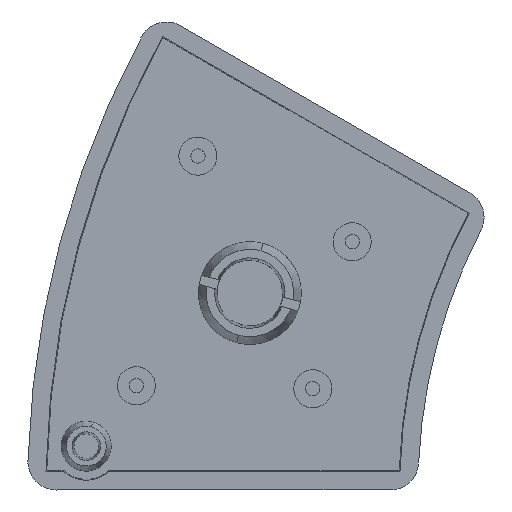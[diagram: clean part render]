
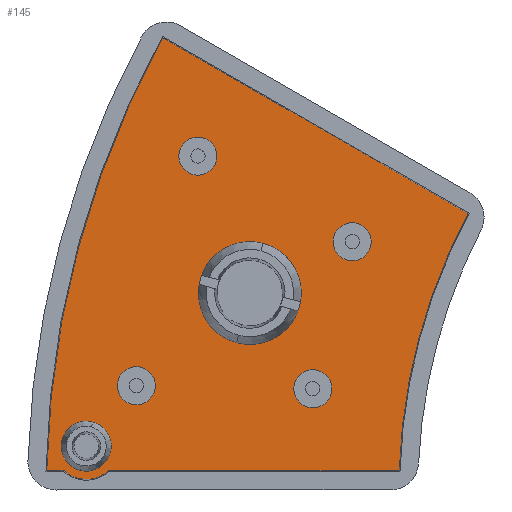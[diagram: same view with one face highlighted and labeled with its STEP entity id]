
A CAD part, left-side view. The second image highlights one B-rep face of the part: STEP entity #145.
In plain terms, the highlighted planar face has unit normal (-1, 0, 0).
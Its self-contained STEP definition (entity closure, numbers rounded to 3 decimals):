
#145=ADVANCED_FACE('',(#341,#342,#343,#344,#345,#346,#347),#348,.T.);
#341=FACE_OUTER_BOUND('',#595,.T.);
#342=FACE_BOUND('',#596,.T.);
#343=FACE_BOUND('',#597,.T.);
#344=FACE_BOUND('',#598,.T.);
#345=FACE_BOUND('',#599,.T.);
#346=FACE_BOUND('',#600,.T.);
#347=FACE_BOUND('',#601,.T.);
#348=PLANE('',#602);
#595=EDGE_LOOP('',(#1059,#1060,#1061,#1062,#1063,#1064,#1065,#1066));
#596=EDGE_LOOP('',(#1067,#1068));
#597=EDGE_LOOP('',(#1069,#1070));
#598=EDGE_LOOP('',(#1071,#1072));
#599=EDGE_LOOP('',(#1073,#1074));
#600=EDGE_LOOP('',(#1075,#1076));
#601=EDGE_LOOP('',(#1077,#1078));
#602=AXIS2_PLACEMENT_3D('',#1079,#1080,#1081);
#1059=ORIENTED_EDGE('',*,*,#1643,.T.);
#1060=ORIENTED_EDGE('',*,*,#1646,.T.);
#1061=ORIENTED_EDGE('',*,*,#1647,.T.);
#1062=ORIENTED_EDGE('',*,*,#1619,.T.);
#1063=ORIENTED_EDGE('',*,*,#1648,.T.);
#1064=ORIENTED_EDGE('',*,*,#1649,.T.);
#1065=ORIENTED_EDGE('',*,*,#1650,.F.);
#1066=ORIENTED_EDGE('',*,*,#1626,.F.);
#1067=ORIENTED_EDGE('',*,*,#1651,.T.);
#1068=ORIENTED_EDGE('',*,*,#1614,.T.);
#1069=ORIENTED_EDGE('',*,*,#1598,.F.);
#1070=ORIENTED_EDGE('',*,*,#1652,.F.);
#1071=ORIENTED_EDGE('',*,*,#1588,.F.);
#1072=ORIENTED_EDGE('',*,*,#1653,.F.);
#1073=ORIENTED_EDGE('',*,*,#1578,.F.);
#1074=ORIENTED_EDGE('',*,*,#1654,.F.);
#1075=ORIENTED_EDGE('',*,*,#1568,.F.);
#1076=ORIENTED_EDGE('',*,*,#1655,.F.);
#1077=ORIENTED_EDGE('',*,*,#1560,.T.);
#1078=ORIENTED_EDGE('',*,*,#1656,.T.);
#1079=CARTESIAN_POINT('',(1.5,0.0,0.0));
#1080=DIRECTION('',(-1.0,0.,0.));
#1081=DIRECTION('',(0.,1.0,0.0));
#1560=EDGE_CURVE('',#1837,#1844,#1846,.F.);
#1568=EDGE_CURVE('',#1857,#1860,#1861,.T.);
#1578=EDGE_CURVE('',#1875,#1878,#1879,.T.);
#1588=EDGE_CURVE('',#1893,#1896,#1897,.T.);
#1598=EDGE_CURVE('',#1911,#1914,#1915,.T.);
#1614=EDGE_CURVE('',#1943,#1940,#1944,.F.);
#1619=EDGE_CURVE('',#1951,#1948,#1952,.F.);
#1626=EDGE_CURVE('',#1962,#1958,#1964,.F.);
#1643=EDGE_CURVE('',#1962,#1991,#1992,.F.);
#1646=EDGE_CURVE('',#1991,#1995,#1996,.T.);
#1647=EDGE_CURVE('',#1995,#1951,#1997,.T.);
#1648=EDGE_CURVE('',#1948,#1998,#1999,.F.);
#1649=EDGE_CURVE('',#1998,#2000,#2001,.T.);
#1650=EDGE_CURVE('',#1958,#2000,#2002,.F.);
#1651=EDGE_CURVE('',#1940,#1943,#2003,.F.);
#1652=EDGE_CURVE('',#1914,#1911,#2004,.T.);
#1653=EDGE_CURVE('',#1896,#1893,#2005,.T.);
#1654=EDGE_CURVE('',#1878,#1875,#2006,.T.);
#1655=EDGE_CURVE('',#1860,#1857,#2007,.T.);
#1656=EDGE_CURVE('',#1844,#1837,#2008,.F.);
#1837=VERTEX_POINT('',#2261);
#1844=VERTEX_POINT('',#2271);
#1846=CIRCLE('',#2274,5.4);
#1857=VERTEX_POINT('',#2287);
#1860=VERTEX_POINT('',#2291);
#1861=CIRCLE('',#2292,2.0);
#1875=VERTEX_POINT('',#2309);
#1878=VERTEX_POINT('',#2313);
#1879=CIRCLE('',#2314,2.0);
#1893=VERTEX_POINT('',#2331);
#1896=VERTEX_POINT('',#2335);
#1897=CIRCLE('',#2336,2.0);
#1911=VERTEX_POINT('',#2353);
#1914=VERTEX_POINT('',#2357);
#1915=CIRCLE('',#2358,2.0);
#1940=VERTEX_POINT('',#2388);
#1943=VERTEX_POINT('',#2392);
#1944=CIRCLE('',#2393,2.625);
#1948=VERTEX_POINT('',#2398);
#1951=VERTEX_POINT('',#2402);
#1952=CIRCLE('',#2403,61.6);
#1958=VERTEX_POINT('',#2411);
#1962=VERTEX_POINT('',#2416);
#1964=CIRCLE('',#2427,98.65);
#1991=VERTEX_POINT('',#2499);
#1992=LINE('',#2500,#2501);
#1995=VERTEX_POINT('',#2506);
#1996=CIRCLE('',#2507,3.5);
#1997=LINE('',#2508,#2509);
#1998=VERTEX_POINT('',#2510);
#1999=CIRCLE('',#2511,61.6);
#2000=VERTEX_POINT('',#2512);
#2001=LINE('',#2513,#2514);
#2002=CIRCLE('',#2515,98.65);
#2003=CIRCLE('',#2516,2.625);
#2004=CIRCLE('',#2517,2.0);
#2005=CIRCLE('',#2518,2.0);
#2006=CIRCLE('',#2519,2.0);
#2007=CIRCLE('',#2520,2.0);
#2008=CIRCLE('',#2521,5.4);
#2261=CARTESIAN_POINT('',(1.5,-1.398,5.216));
#2271=CARTESIAN_POINT('',(1.5,1.398,-5.216));
#2274=AXIS2_PLACEMENT_3D('',#2831,#2832,#2833);
#2287=CARTESIAN_POINT('',(1.5,7.39,14.921));
#2291=CARTESIAN_POINT('',(1.5,3.526,13.886));
#2292=AXIS2_PLACEMENT_3D('',#2843,#2844,#2845);
#2309=CARTESIAN_POINT('',(1.5,13.86,-9.227));
#2313=CARTESIAN_POINT('',(1.5,9.997,-10.262));
#2314=AXIS2_PLACEMENT_3D('',#2859,#2860,#2861);
#2331=CARTESIAN_POINT('',(1.5,-8.832,5.916));
#2335=CARTESIAN_POINT('',(1.5,-12.696,4.88));
#2336=AXIS2_PLACEMENT_3D('',#2875,#2876,#2877);
#2353=CARTESIAN_POINT('',(1.5,-4.691,-9.539));
#2357=CARTESIAN_POINT('',(1.5,-8.555,-10.574));
#2358=AXIS2_PLACEMENT_3D('',#2891,#2892,#2893);
#2388=CARTESIAN_POINT('',(1.5,19.738,-15.417));
#2392=CARTESIAN_POINT('',(1.5,14.667,-16.776));
#2393=AXIS2_PLACEMENT_3D('',#2918,#2919,#2920);
#2398=CARTESIAN_POINT('',(1.5,-17.773,-4.762));
#2402=CARTESIAN_POINT('',(1.5,-15.707,-18.706));
#2403=AXIS2_PLACEMENT_3D('',#2926,#2927,#2928);
#2411=CARTESIAN_POINT('',(1.5,18.015,4.827));
#2416=CARTESIAN_POINT('',(1.5,21.356,-18.706));
#2427=AXIS2_PLACEMENT_3D('',#2936,#2937,#2938);
#2499=CARTESIAN_POINT('',(1.5,19.535,-18.706));
#2500=CARTESIAN_POINT('',(1.5,11.265,-18.706));
#2501=VECTOR('',#2959,1.0);
#2506=CARTESIAN_POINT('',(1.5,14.869,-18.706));
#2507=AXIS2_PLACEMENT_3D('',#2960,#2961,#2962);
#2508=CARTESIAN_POINT('',(1.5,8.535,-18.706));
#2509=VECTOR('',#2963,1.0);
#2510=CARTESIAN_POINT('',(1.5,-22.955,8.346));
#2511=AXIS2_PLACEMENT_3D('',#2964,#2965,#2966);
#2512=CARTESIAN_POINT('',(1.5,9.142,26.877));
#2513=CARTESIAN_POINT('',(1.5,-17.107,11.723));
#2514=VECTOR('',#2967,1.0);
#2515=AXIS2_PLACEMENT_3D('',#2968,#2969,#2970);
#2516=AXIS2_PLACEMENT_3D('',#2971,#2972,#2973);
#2517=AXIS2_PLACEMENT_3D('',#2974,#2975,#2976);
#2518=AXIS2_PLACEMENT_3D('',#2977,#2978,#2979);
#2519=AXIS2_PLACEMENT_3D('',#2980,#2981,#2982);
#2520=AXIS2_PLACEMENT_3D('',#2983,#2984,#2985);
#2521=AXIS2_PLACEMENT_3D('',#2986,#2987,#2988);
#2831=CARTESIAN_POINT('',(1.5,0.,0.));
#2832=DIRECTION('',(-1.0,0.,0.));
#2833=DIRECTION('',(0.,-0.259,0.966));
#2843=CARTESIAN_POINT('',(1.5,5.458,14.403));
#2844=DIRECTION('',(-1.0,0.,0.));
#2845=DIRECTION('',(0.,0.966,0.259));
#2859=CARTESIAN_POINT('',(1.5,11.929,-9.745));
#2860=DIRECTION('',(-1.0,0.,0.));
#2861=DIRECTION('',(0.,0.966,0.259));
#2875=CARTESIAN_POINT('',(1.5,-10.764,5.398));
#2876=DIRECTION('',(-1.0,0.,0.));
#2877=DIRECTION('',(0.,0.966,0.259));
#2891=CARTESIAN_POINT('',(1.5,-6.623,-10.057));
#2892=DIRECTION('',(-1.0,0.,0.));
#2893=DIRECTION('',(0.,0.966,0.259));
#2918=CARTESIAN_POINT('',(1.5,17.202,-16.096));
#2919=DIRECTION('',(-1.0,0.,0.));
#2920=DIRECTION('',(0.,0.966,0.259));
#2926=CARTESIAN_POINT('',(1.5,-77.274,-20.706));
#2927=DIRECTION('',(-1.0,0.,0.));
#2928=DIRECTION('',(0.,-0.966,-0.259));
#2936=CARTESIAN_POINT('',(1.5,-77.274,-20.706));
#2937=DIRECTION('',(-1.0,0.,0.));
#2938=DIRECTION('',(0.,0.966,0.259));
#2959=DIRECTION('',(0.,1.0,0.));
#2960=CARTESIAN_POINT('',(1.5,17.202,-16.096));
#2961=DIRECTION('',(-1.0,0.,0.));
#2962=DIRECTION('',(0.,0.966,0.259));
#2963=DIRECTION('',(0.,-1.0,0.));
#2964=CARTESIAN_POINT('',(1.5,-77.274,-20.706));
#2965=DIRECTION('',(-1.0,0.,0.));
#2966=DIRECTION('',(0.,-0.966,-0.259));
#2967=DIRECTION('',(0.,0.866,0.5));
#2968=CARTESIAN_POINT('',(1.5,-77.274,-20.706));
#2969=DIRECTION('',(-1.0,0.,0.));
#2970=DIRECTION('',(0.,0.966,0.259));
#2971=CARTESIAN_POINT('',(1.5,17.202,-16.096));
#2972=DIRECTION('',(-1.0,0.,0.));
#2973=DIRECTION('',(0.,0.966,0.259));
#2974=CARTESIAN_POINT('',(1.5,-6.623,-10.057));
#2975=DIRECTION('',(-1.0,0.,0.));
#2976=DIRECTION('',(0.,0.966,0.259));
#2977=CARTESIAN_POINT('',(1.5,-10.764,5.398));
#2978=DIRECTION('',(-1.0,0.,0.));
#2979=DIRECTION('',(0.,0.966,0.259));
#2980=CARTESIAN_POINT('',(1.5,11.929,-9.745));
#2981=DIRECTION('',(-1.0,0.,0.));
#2982=DIRECTION('',(0.,0.966,0.259));
#2983=CARTESIAN_POINT('',(1.5,5.458,14.403));
#2984=DIRECTION('',(-1.0,0.,0.));
#2985=DIRECTION('',(0.,0.966,0.259));
#2986=CARTESIAN_POINT('',(1.5,0.,0.));
#2987=DIRECTION('',(-1.0,0.,0.));
#2988=DIRECTION('',(0.,-0.259,0.966));
